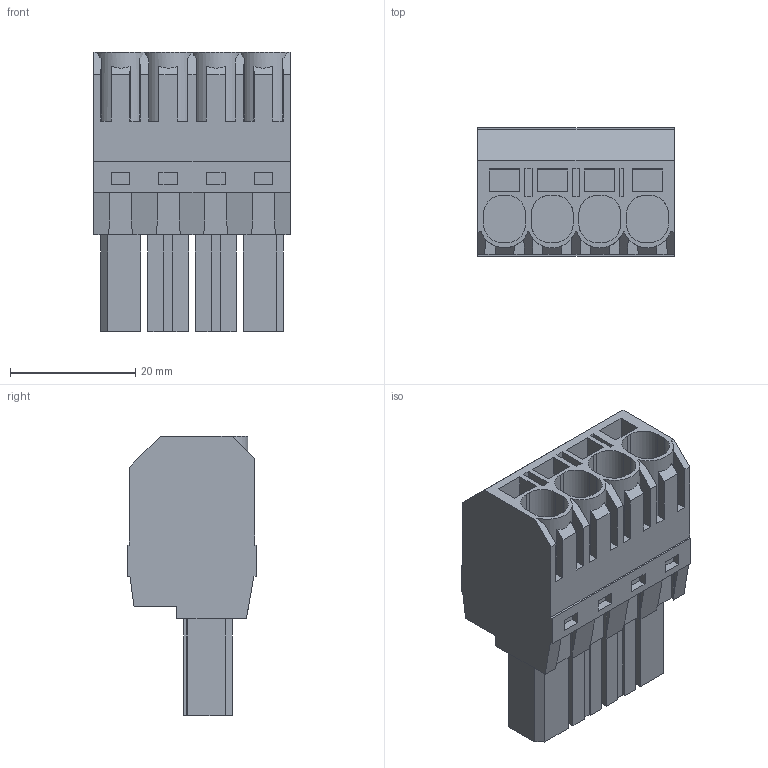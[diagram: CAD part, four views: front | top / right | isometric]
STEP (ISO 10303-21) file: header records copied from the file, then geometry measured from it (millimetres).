
FILE_DESCRIPTION(('CATIA V5 STEP Exchange','CAx-IF Rec.Pracs.--- Model Styling and Organization---1.4--- 2014-01-23'),'2;1');
FILE_NAME ('D1447926_1_1060410000_1060410000.stp','2023-09-07T12:48:39+00:00',('none'),('Weidmueller'),'CATIA Version 5-6 Release 2016 SP3 HF44','CATIA V5 STEP AP214','none');
FILE_SCHEMA(('AUTOMOTIVE_DESIGN { 1 0 10303 214 1 1 1 1 }'));
Length unit declared in the file: millimetre
Products named in the file (1): 1060410000
Bounding box: 31.38 x 20.6 x 44.7 mm (x, y, z)
Volume: 17350.3 mm3; surface area: 8102.5 mm2
Topology: 1 solids, 1 shells, 363 faces, 1038 edges, 704 vertices
Faces by surface type: plane 343, cylinder 20
Entity records: 11311 total; most frequent: CARTESIAN_POINT 2235, ORIENTED_EDGE 2076, DIRECTION 1521, EDGE_CURVE 1038, VECTOR 982, LINE 982, VERTEX_POINT 704, EDGE_LOOP 390
